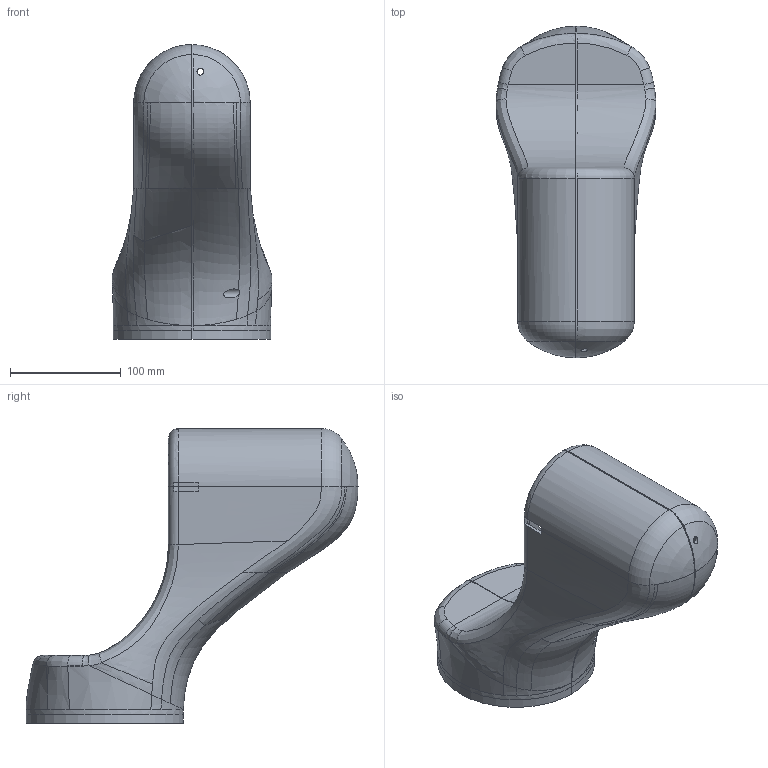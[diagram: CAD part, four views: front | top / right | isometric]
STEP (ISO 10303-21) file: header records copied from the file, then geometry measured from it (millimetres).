
FILE_DESCRIPTION(/* description */ (''),/* implementation_level */ '2;1');
FILE_NAME(/* name */ 'J5.stp',/* time_stamp */ '2020-11-10T15:47:08+08:00',/* author */ ('e10147'),/* organization */ (''),/* preprocessor_version */ 'ST-DEVELOPER v15.6',/* originating_system */ 'Autodesk Inventor 2015',/* authorisation */ '');
FILE_SCHEMA (('AUTOMOTIVE_DESIGN { 1 0 10303 214 3 1 1 }'));
Length unit declared in the file: millimetre
Products named in the file (12): ~~~~零件1; ~零件2; ~~~零件5; ~~~~零件3; ~~~零件9; COVER-5A; ~~零件1; 零件8; ~零件10; COVER-5B; J5; 
Bounding box: 144.34 x 299.5 x 266 mm (x, y, z)
Volume: 449520.6 mm3; surface area: 310885.5 mm2
Topology: 9 solids, 9 shells, 488 faces, 1328 edges, 863 vertices
Faces by surface type: plane 163, bspline 149, cylinder 140, torus 30, cone 4, sphere 2
Full cylindrical faces by diameter (mm): 2.5 x5, 2.6 x1, 3.2 x10, 6 x1, 8 x2, 10 x8, 12 x2
Entity records: 37703 total; most frequent: CARTESIAN_POINT 26034, ORIENTED_EDGE 2568, DIRECTION 2137, EDGE_CURVE 1284, VERTEX_POINT 856, AXIS2_PLACEMENT_3D 839, EDGE_LOOP 565, FACE_OUTER_BOUND 488
